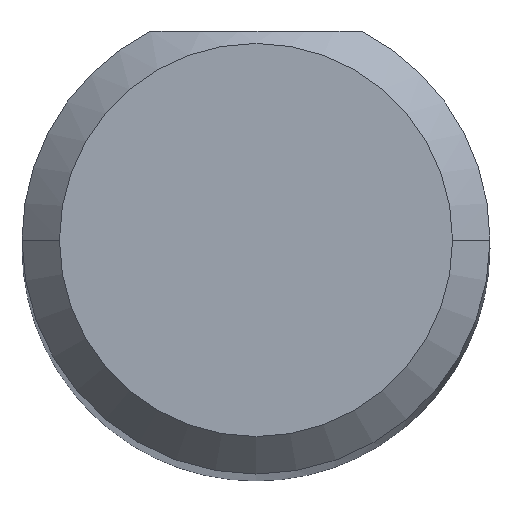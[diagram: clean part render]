
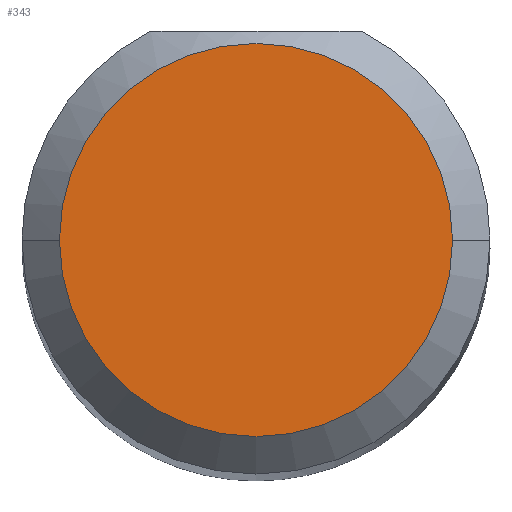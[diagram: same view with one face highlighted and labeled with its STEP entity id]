
A CAD part, top view. The second image highlights one B-rep face of the part: STEP entity #343.
In plain terms, the highlighted planar face has unit normal (0, 0, 1).
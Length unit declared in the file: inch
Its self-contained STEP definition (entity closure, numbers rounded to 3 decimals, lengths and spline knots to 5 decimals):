
#25 = EDGE_CURVE ( 'NONE', #72, #161, #303, .T. ) ;
#29 = AXIS2_PLACEMENT_3D ( 'NONE', #250, #165, #132 ) ;
#39 = DIRECTION ( 'NONE',  ( 1., 0., 0. ) ) ;
#72 = VERTEX_POINT ( 'NONE', #121 ) ;
#81 = PLANE ( 'NONE',  #365 ) ;
#91 = CARTESIAN_POINT ( 'NONE',  ( 0., 0., 2. ) ) ;
#121 = CARTESIAN_POINT ( 'NONE',  ( -0.07875, 0., 2. ) ) ;
#124 = DIRECTION ( 'NONE',  ( 0., 0., 1. ) ) ;
#132 = DIRECTION ( 'NONE',  ( 1., 0., 0. ) ) ;
#138 = DIRECTION ( 'NONE',  ( 0., 0., 1. ) ) ;
#161 = VERTEX_POINT ( 'NONE', #339 ) ;
#165 = DIRECTION ( 'NONE',  ( 0., 0., 1. ) ) ;
#187 = ORIENTED_EDGE ( 'NONE', *, *, #25, .T. ) ;
#246 = CARTESIAN_POINT ( 'NONE',  ( 0., 0., 2. ) ) ;
#250 = CARTESIAN_POINT ( 'NONE',  ( 0., 0., 2. ) ) ;
#263 = CIRCLE ( 'NONE', #29, 0.07875 ) ;
#276 = DIRECTION ( 'NONE',  ( 1., 0., 0. ) ) ;
#282 = ORIENTED_EDGE ( 'NONE', *, *, #330, .T. ) ;
#303 = CIRCLE ( 'NONE', #311, 0.07875 ) ;
#311 = AXIS2_PLACEMENT_3D ( 'NONE', #246, #124, #276 ) ;
#330 = EDGE_CURVE ( 'NONE', #161, #72, #263, .T. ) ;
#339 = CARTESIAN_POINT ( 'NONE',  ( 0.07875, 0., 2. ) ) ;
#343 = ADVANCED_FACE ( 'NONE', ( #415 ), #81, .T. ) ;
#365 = AXIS2_PLACEMENT_3D ( 'NONE', #91, #138, #39 ) ;
#415 = FACE_OUTER_BOUND ( 'NONE', #515, .T. ) ;
#515 = EDGE_LOOP ( 'NONE', ( #187, #282 ) ) ;
